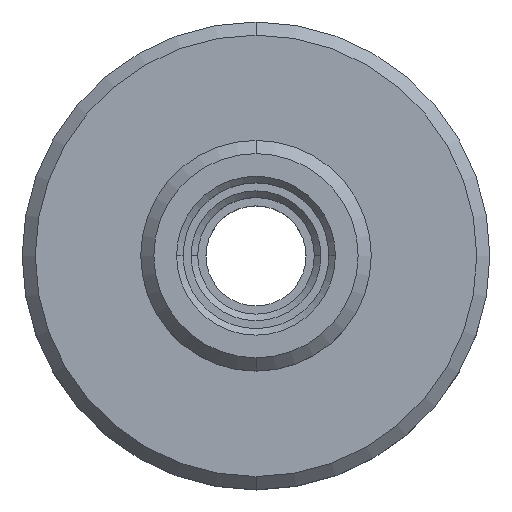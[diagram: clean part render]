
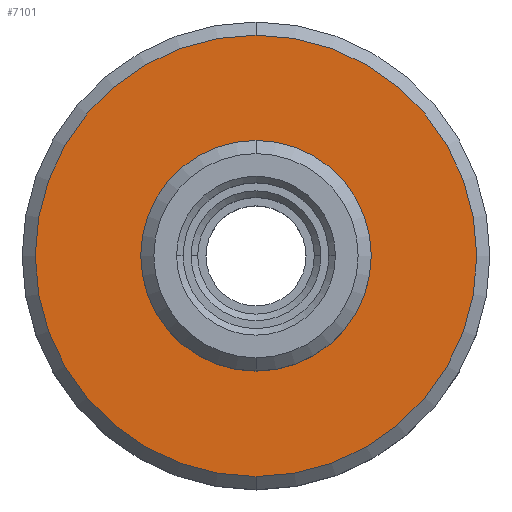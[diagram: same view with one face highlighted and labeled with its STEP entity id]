
A CAD part, top view. The second image highlights one B-rep face of the part: STEP entity #7101.
In plain terms, the highlighted planar face has unit normal (0, 0, 1).
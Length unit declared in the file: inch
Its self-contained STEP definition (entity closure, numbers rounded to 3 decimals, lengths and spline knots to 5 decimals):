
#103 = VERTEX_POINT ( 'NONE', #8167 ) ;
#671 = AXIS2_PLACEMENT_3D ( 'NONE', #2523, #12548, #5904 ) ;
#780 = CIRCLE ( 'NONE', #12691, 0.335 ) ;
#1330 = CARTESIAN_POINT ( 'NONE',  ( 0., -0.175, 0.095 ) ) ;
#1398 = PLANE ( 'NONE',  #671 ) ;
#1673 = EDGE_LOOP ( 'NONE', ( #9070, #12301 ) ) ;
#1860 = VERTEX_POINT ( 'NONE', #5791 ) ;
#1879 = AXIS2_PLACEMENT_3D ( 'NONE', #5023, #12800, #6142 ) ;
#2076 = AXIS2_PLACEMENT_3D ( 'NONE', #3531, #11332, #4661 ) ;
#2523 = CARTESIAN_POINT ( 'NONE',  ( 0., 0.335, 0.095 ) ) ;
#2851 = CIRCLE ( 'NONE', #13253, 0.335 ) ;
#3531 = CARTESIAN_POINT ( 'NONE',  ( 0., 0., 0.095 ) ) ;
#4520 = DIRECTION ( 'NONE',  ( 0., 0., 1. ) ) ;
#4550 = CIRCLE ( 'NONE', #2076, 0.175 ) ;
#4573 = EDGE_CURVE ( 'NONE', #8261, #103, #2851, .T. ) ;
#4580 = FACE_OUTER_BOUND ( 'NONE', #5681, .T. ) ;
#4661 = DIRECTION ( 'NONE',  ( 0., -1., 0. ) ) ;
#4936 = FACE_BOUND ( 'NONE', #1673, .T. ) ;
#5023 = CARTESIAN_POINT ( 'NONE',  ( 0., 0., 0.095 ) ) ;
#5122 = DIRECTION ( 'NONE',  ( 0., 0., 1. ) ) ;
#5681 = EDGE_LOOP ( 'NONE', ( #8454, #8985 ) ) ;
#5718 = EDGE_CURVE ( 'NONE', #103, #8261, #780, .T. ) ;
#5791 = CARTESIAN_POINT ( 'NONE',  ( 0., 0.175, 0.095 ) ) ;
#5904 = DIRECTION ( 'NONE',  ( 0., 1., 0. ) ) ;
#6142 = DIRECTION ( 'NONE',  ( 0., -1., 0. ) ) ;
#6325 = CIRCLE ( 'NONE', #1879, 0.175 ) ;
#7101 = ADVANCED_FACE ( 'NONE', ( #4936, #4580 ), #1398, .F. ) ;
#7765 = EDGE_CURVE ( 'NONE', #8094, #1860, #6325, .T. ) ;
#8094 = VERTEX_POINT ( 'NONE', #1330 ) ;
#8167 = CARTESIAN_POINT ( 'NONE',  ( 0., -0.335, 0.095 ) ) ;
#8261 = VERTEX_POINT ( 'NONE', #8294 ) ;
#8294 = CARTESIAN_POINT ( 'NONE',  ( 0., 0.335, 0.095 ) ) ;
#8454 = ORIENTED_EDGE ( 'NONE', *, *, #4573, .T. ) ;
#8983 = EDGE_CURVE ( 'NONE', #1860, #8094, #4550, .T. ) ;
#8985 = ORIENTED_EDGE ( 'NONE', *, *, #5718, .T. ) ;
#9070 = ORIENTED_EDGE ( 'NONE', *, *, #7765, .F. ) ;
#11193 = CARTESIAN_POINT ( 'NONE',  ( 0., 0., 0.095 ) ) ;
#11332 = DIRECTION ( 'NONE',  ( 0., 0., 1. ) ) ;
#11777 = CARTESIAN_POINT ( 'NONE',  ( 0., 0., 0.095 ) ) ;
#12297 = DIRECTION ( 'NONE',  ( 0., -1., 0. ) ) ;
#12301 = ORIENTED_EDGE ( 'NONE', *, *, #8983, .F. ) ;
#12548 = DIRECTION ( 'NONE',  ( 0., 0., -1. ) ) ;
#12691 = AXIS2_PLACEMENT_3D ( 'NONE', #11193, #4520, #12297 ) ;
#12800 = DIRECTION ( 'NONE',  ( 0., 0., 1. ) ) ;
#12899 = DIRECTION ( 'NONE',  ( 0., -1., 0. ) ) ;
#13253 = AXIS2_PLACEMENT_3D ( 'NONE', #11777, #5122, #12899 ) ;
